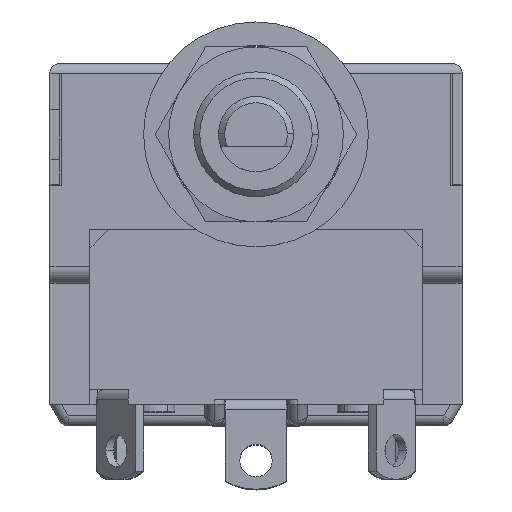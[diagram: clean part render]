
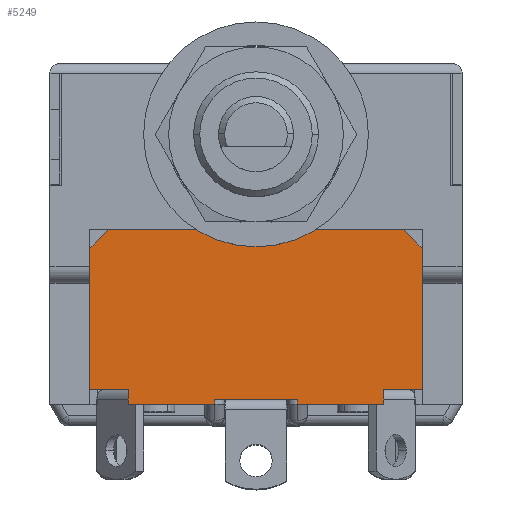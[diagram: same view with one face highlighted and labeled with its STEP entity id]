
A CAD part, top view. The second image highlights one B-rep face of the part: STEP entity #5249.
In plain terms, the highlighted planar face has unit normal (0, 0, 1).
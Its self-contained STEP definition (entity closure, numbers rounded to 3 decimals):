
#37 = LINE ( 'NONE', #7793, #11675 ) ;
#62 = CARTESIAN_POINT ( 'NONE',  ( 0., -3.5, 18.2 ) ) ;
#116 = LINE ( 'NONE', #6252, #6234 ) ;
#150 = ORIENTED_EDGE ( 'NONE', *, *, #5659, .T. ) ;
#318 = LINE ( 'NONE', #10015, #4779 ) ;
#638 = ORIENTED_EDGE ( 'NONE', *, *, #681, .F. ) ;
#669 = CARTESIAN_POINT ( 'NONE',  ( 11.8, -3.5, 18.2 ) ) ;
#681 = EDGE_CURVE ( 'NONE', #7358, #971, #1731, .T. ) ;
#971 = VERTEX_POINT ( 'NONE', #1575 ) ;
#1013 = VERTEX_POINT ( 'NONE', #4532 ) ;
#1224 = VECTOR ( 'NONE', #7792, 1000. ) ;
#1245 = ORIENTED_EDGE ( 'NONE', *, *, #9859, .F. ) ;
#1495 = CARTESIAN_POINT ( 'NONE',  ( -10.246, -16.3, 18.2 ) ) ;
#1575 = CARTESIAN_POINT ( 'NONE',  ( 10.246, -17.5, 18.2 ) ) ;
#1731 = LINE ( 'NONE', #5983, #2502 ) ;
#1872 = CARTESIAN_POINT ( 'NONE',  ( -10.246, -17.5, 18.2 ) ) ;
#1893 = CARTESIAN_POINT ( 'NONE',  ( 0., -17.5, 18.2 ) ) ;
#1968 = DIRECTION ( 'NONE',  ( 1., 0., 0. ) ) ;
#1969 = DIRECTION ( 'NONE',  ( 1., 0., 0. ) ) ;
#1975 = ORIENTED_EDGE ( 'NONE', *, *, #7529, .F. ) ;
#2134 = VERTEX_POINT ( 'NONE', #8178 ) ;
#2157 = ORIENTED_EDGE ( 'NONE', *, *, #8499, .T. ) ;
#2236 = ORIENTED_EDGE ( 'NONE', *, *, #9101, .T. ) ;
#2281 = VERTEX_POINT ( 'NONE', #669 ) ;
#2502 = VECTOR ( 'NONE', #6971, 1000. ) ;
#2541 = VERTEX_POINT ( 'NONE', #7147 ) ;
#2591 = EDGE_CURVE ( 'NONE', #1013, #3539, #3724, .T. ) ;
#2641 = VERTEX_POINT ( 'NONE', #3372 ) ;
#2914 = LINE ( 'NONE', #1495, #10285 ) ;
#2954 = PLANE ( 'NONE',  #3073 ) ;
#3073 = AXIS2_PLACEMENT_3D ( 'NONE', #62, #6906, #7876 ) ;
#3303 = DIRECTION ( 'NONE',  ( -1., 0., 0. ) ) ;
#3372 = CARTESIAN_POINT ( 'NONE',  ( 13.3, -16.3, 18.2 ) ) ;
#3478 = VECTOR ( 'NONE', #1969, 1000. ) ;
#3519 = VERTEX_POINT ( 'NONE', #1872 ) ;
#3539 = VERTEX_POINT ( 'NONE', #11062 ) ;
#3676 = EDGE_LOOP ( 'NONE', ( #1245, #2236, #11206, #638, #10830, #5499, #11516, #12582, #8579, #6212, #150, #6455, #2157, #1975 ) ) ;
#3724 = LINE ( 'NONE', #9093, #4494 ) ;
#3821 = EDGE_CURVE ( 'NONE', #9494, #3519, #2914, .T. ) ;
#3829 = DIRECTION ( 'NONE',  ( -0.707, 0.707, 0. ) ) ;
#3887 = DIRECTION ( 'NONE',  ( 0., 1., 0. ) ) ;
#4040 = CARTESIAN_POINT ( 'NONE',  ( -3.3, -17.1, 18.2 ) ) ;
#4221 = EDGE_CURVE ( 'NONE', #2281, #3539, #318, .T. ) ;
#4379 = DIRECTION ( 'NONE',  ( 0., 1., 0. ) ) ;
#4410 = LINE ( 'NONE', #7375, #11913 ) ;
#4494 = VECTOR ( 'NONE', #5240, 1000. ) ;
#4532 = CARTESIAN_POINT ( 'NONE',  ( -13.3, -5., 18.2 ) ) ;
#4629 = VECTOR ( 'NONE', #1968, 1000. ) ;
#4779 = VECTOR ( 'NONE', #11772, 1000. ) ;
#4880 = LINE ( 'NONE', #4040, #6551 ) ;
#5046 = LINE ( 'NONE', #5737, #10244 ) ;
#5240 = DIRECTION ( 'NONE',  ( 0.707, 0.707, 0. ) ) ;
#5249 = ADVANCED_FACE ( 'NONE', ( #7073 ), #2954, .F. ) ;
#5282 = CARTESIAN_POINT ( 'NONE',  ( -10.246, -16.3, 18.2 ) ) ;
#5499 = ORIENTED_EDGE ( 'NONE', *, *, #9582, .T. ) ;
#5642 = CARTESIAN_POINT ( 'NONE',  ( -13.3, -16.3, 18.2 ) ) ;
#5659 = EDGE_CURVE ( 'NONE', #6259, #9494, #8281, .T. ) ;
#5737 = CARTESIAN_POINT ( 'NONE',  ( 13.3, -17.5, 18.2 ) ) ;
#5800 = LINE ( 'NONE', #12059, #6246 ) ;
#5983 = CARTESIAN_POINT ( 'NONE',  ( 10.246, -16.3, 18.2 ) ) ;
#6208 = DIRECTION ( 'NONE',  ( -1., 0., 0. ) ) ;
#6212 = ORIENTED_EDGE ( 'NONE', *, *, #7771, .F. ) ;
#6234 = VECTOR ( 'NONE', #6208, 1000. ) ;
#6246 = VECTOR ( 'NONE', #3303, 1000. ) ;
#6252 = CARTESIAN_POINT ( 'NONE',  ( 10.246, -16.3, 18.2 ) ) ;
#6259 = VERTEX_POINT ( 'NONE', #5642 ) ;
#6455 = ORIENTED_EDGE ( 'NONE', *, *, #3821, .T. ) ;
#6551 = VECTOR ( 'NONE', #8005, 1000. ) ;
#6906 = DIRECTION ( 'NONE',  ( 0., 0., -1. ) ) ;
#6931 = CARTESIAN_POINT ( 'NONE',  ( -10.246, -16.3, 18.2 ) ) ;
#6971 = DIRECTION ( 'NONE',  ( 0., -1., 0. ) ) ;
#7073 = FACE_OUTER_BOUND ( 'NONE', #3676, .T. ) ;
#7147 = CARTESIAN_POINT ( 'NONE',  ( -3.3, -17.1, 18.2 ) ) ;
#7300 = LINE ( 'NONE', #1893, #3478 ) ;
#7358 = VERTEX_POINT ( 'NONE', #11385 ) ;
#7375 = CARTESIAN_POINT ( 'NONE',  ( -13.3, -17.5, 18.2 ) ) ;
#7523 = VECTOR ( 'NONE', #12631, 1000. ) ;
#7529 = EDGE_CURVE ( 'NONE', #2541, #8747, #4880, .T. ) ;
#7697 = EDGE_CURVE ( 'NONE', #2641, #7358, #116, .T. ) ;
#7771 = EDGE_CURVE ( 'NONE', #6259, #1013, #4410, .T. ) ;
#7792 = DIRECTION ( 'NONE',  ( 0., -1., 0. ) ) ;
#7793 = CARTESIAN_POINT ( 'NONE',  ( 11.8, -3.5, 18.2 ) ) ;
#7831 = CARTESIAN_POINT ( 'NONE',  ( 0., -17.5, 18.2 ) ) ;
#7876 = DIRECTION ( 'NONE',  ( -1., 0., 0. ) ) ;
#8005 = DIRECTION ( 'NONE',  ( 0., -1., 0. ) ) ;
#8178 = CARTESIAN_POINT ( 'NONE',  ( 13.3, -5., 18.2 ) ) ;
#8281 = LINE ( 'NONE', #6931, #7523 ) ;
#8499 = EDGE_CURVE ( 'NONE', #3519, #8747, #12128, .T. ) ;
#8538 = CARTESIAN_POINT ( 'NONE',  ( 3.3, -17.1, 18.2 ) ) ;
#8579 = ORIENTED_EDGE ( 'NONE', *, *, #2591, .F. ) ;
#8740 = LINE ( 'NONE', #8538, #1224 ) ;
#8747 = VERTEX_POINT ( 'NONE', #9394 ) ;
#9093 = CARTESIAN_POINT ( 'NONE',  ( -11.8, -3.5, 18.2 ) ) ;
#9101 = EDGE_CURVE ( 'NONE', #12189, #10810, #8740, .T. ) ;
#9218 = DIRECTION ( 'NONE',  ( 0., -1., 0. ) ) ;
#9394 = CARTESIAN_POINT ( 'NONE',  ( -3.3, -17.5, 18.2 ) ) ;
#9494 = VERTEX_POINT ( 'NONE', #5282 ) ;
#9582 = EDGE_CURVE ( 'NONE', #2641, #2134, #5046, .T. ) ;
#9740 = CARTESIAN_POINT ( 'NONE',  ( 3.3, -17.5, 18.2 ) ) ;
#9859 = EDGE_CURVE ( 'NONE', #12189, #2541, #5800, .T. ) ;
#9950 = CARTESIAN_POINT ( 'NONE',  ( 3.3, -17.1, 18.2 ) ) ;
#10015 = CARTESIAN_POINT ( 'NONE',  ( 0., -3.5, 18.2 ) ) ;
#10244 = VECTOR ( 'NONE', #3887, 1000. ) ;
#10285 = VECTOR ( 'NONE', #9218, 1000. ) ;
#10595 = EDGE_CURVE ( 'NONE', #10810, #971, #7300, .T. ) ;
#10810 = VERTEX_POINT ( 'NONE', #9740 ) ;
#10830 = ORIENTED_EDGE ( 'NONE', *, *, #7697, .F. ) ;
#11062 = CARTESIAN_POINT ( 'NONE',  ( -11.8, -3.5, 18.2 ) ) ;
#11206 = ORIENTED_EDGE ( 'NONE', *, *, #10595, .T. ) ;
#11385 = CARTESIAN_POINT ( 'NONE',  ( 10.246, -16.3, 18.2 ) ) ;
#11406 = EDGE_CURVE ( 'NONE', #2134, #2281, #37, .T. ) ;
#11516 = ORIENTED_EDGE ( 'NONE', *, *, #11406, .T. ) ;
#11675 = VECTOR ( 'NONE', #3829, 1000. ) ;
#11772 = DIRECTION ( 'NONE',  ( -1., 0., 0. ) ) ;
#11913 = VECTOR ( 'NONE', #4379, 1000. ) ;
#12059 = CARTESIAN_POINT ( 'NONE',  ( 3.3, -17.1, 18.2 ) ) ;
#12128 = LINE ( 'NONE', #7831, #4629 ) ;
#12189 = VERTEX_POINT ( 'NONE', #9950 ) ;
#12582 = ORIENTED_EDGE ( 'NONE', *, *, #4221, .T. ) ;
#12631 = DIRECTION ( 'NONE',  ( 1., 0., 0. ) ) ;
